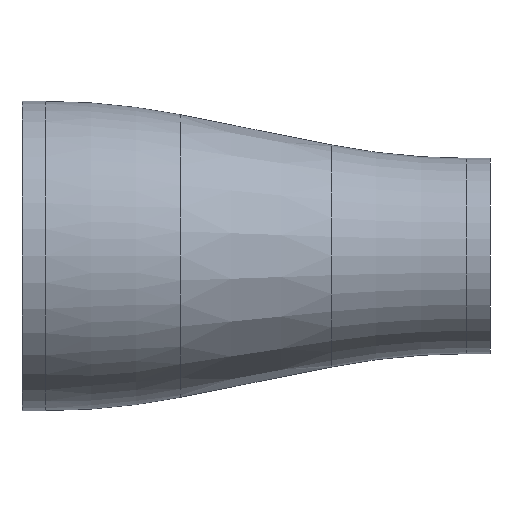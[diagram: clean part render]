
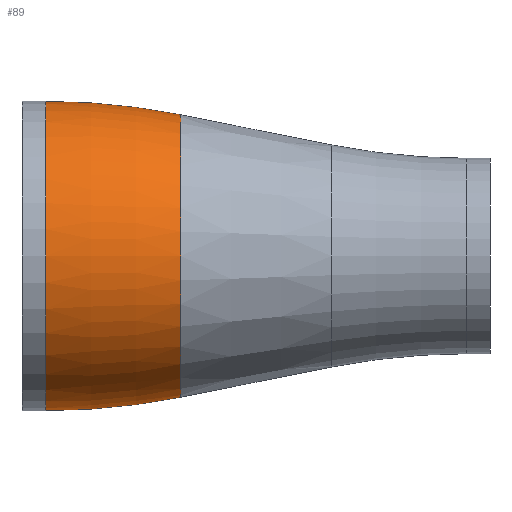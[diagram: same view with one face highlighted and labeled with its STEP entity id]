
A CAD part, front view. The second image highlights one B-rep face of the part: STEP entity #89.
In plain terms, the highlighted toroidal (fillet/blend) face has major radius 58.15 mm and minor radius 75 mm.
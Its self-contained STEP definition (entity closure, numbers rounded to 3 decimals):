
#5 = CARTESIAN_POINT ( 'NONE',  ( -22.926, 0., 0. ) ) ;
#28 = DIRECTION ( 'NONE',  ( 0., 0., -1. ) ) ;
#47 = CIRCLE ( 'NONE', #467, 75. ) ;
#49 = CARTESIAN_POINT ( 'NONE',  ( -8.218, 0., -15.394 ) ) ;
#89 = ADVANCED_FACE ( 'NONE', ( #311 ), #116, .T. ) ;
#116 = TOROIDAL_SURFACE ( 'NONE', #203, -58.15, 75. ) ;
#120 = AXIS2_PLACEMENT_3D ( 'NONE', #582, #176, #417 ) ;
#147 = DIRECTION ( 'NONE',  ( 0., 0., 1. ) ) ;
#168 = ORIENTED_EDGE ( 'NONE', *, *, #565, .T. ) ;
#173 = DIRECTION ( 'NONE',  ( 0., -1., 0. ) ) ;
#176 = DIRECTION ( 'NONE',  ( -1., 0., 0. ) ) ;
#186 = CARTESIAN_POINT ( 'NONE',  ( -22.926, 0., 16.85 ) ) ;
#203 = AXIS2_PLACEMENT_3D ( 'NONE', #5, #204, #361 ) ;
#204 = DIRECTION ( 'NONE',  ( -1., 0., 0. ) ) ;
#205 = ORIENTED_EDGE ( 'NONE', *, *, #555, .F. ) ;
#214 = VERTEX_POINT ( 'NONE', #49 ) ;
#256 = EDGE_CURVE ( 'NONE', #282, #406, #47, .T. ) ;
#258 = CIRCLE ( 'NONE', #120, 15.394 ) ;
#268 = CIRCLE ( 'NONE', #564, 16.85 ) ;
#282 = VERTEX_POINT ( 'NONE', #639 ) ;
#311 = FACE_OUTER_BOUND ( 'NONE', #651, .T. ) ;
#322 = EDGE_CURVE ( 'NONE', #214, #349, #368, .T. ) ;
#349 = VERTEX_POINT ( 'NONE', #541 ) ;
#361 = DIRECTION ( 'NONE',  ( 0., 0., 1. ) ) ;
#368 = CIRCLE ( 'NONE', #422, 75. ) ;
#406 = VERTEX_POINT ( 'NONE', #186 ) ;
#417 = DIRECTION ( 'NONE',  ( 0., 0., 1. ) ) ;
#422 = AXIS2_PLACEMENT_3D ( 'NONE', #437, #609, #147 ) ;
#437 = CARTESIAN_POINT ( 'NONE',  ( -22.926, 0., 58.15 ) ) ;
#445 = ORIENTED_EDGE ( 'NONE', *, *, #322, .F. ) ;
#467 = AXIS2_PLACEMENT_3D ( 'NONE', #546, #173, #28 ) ;
#478 = DIRECTION ( 'NONE',  ( -1., 0., 0. ) ) ;
#531 = CARTESIAN_POINT ( 'NONE',  ( -22.926, 0., 0. ) ) ;
#541 = CARTESIAN_POINT ( 'NONE',  ( -22.926, 0., -16.85 ) ) ;
#546 = CARTESIAN_POINT ( 'NONE',  ( -22.926, 0., -58.15 ) ) ;
#555 = EDGE_CURVE ( 'NONE', #349, #406, #268, .T. ) ;
#564 = AXIS2_PLACEMENT_3D ( 'NONE', #531, #478, #627 ) ;
#565 = EDGE_CURVE ( 'NONE', #214, #282, #258, .T. ) ;
#582 = CARTESIAN_POINT ( 'NONE',  ( -8.218, 0., 0. ) ) ;
#609 = DIRECTION ( 'NONE',  ( 0., 1., 0. ) ) ;
#627 = DIRECTION ( 'NONE',  ( 0., 0., 1. ) ) ;
#639 = CARTESIAN_POINT ( 'NONE',  ( -8.218, 0., 15.394 ) ) ;
#641 = ORIENTED_EDGE ( 'NONE', *, *, #256, .T. ) ;
#651 = EDGE_LOOP ( 'NONE', ( #445, #168, #641, #205 ) ) ;
